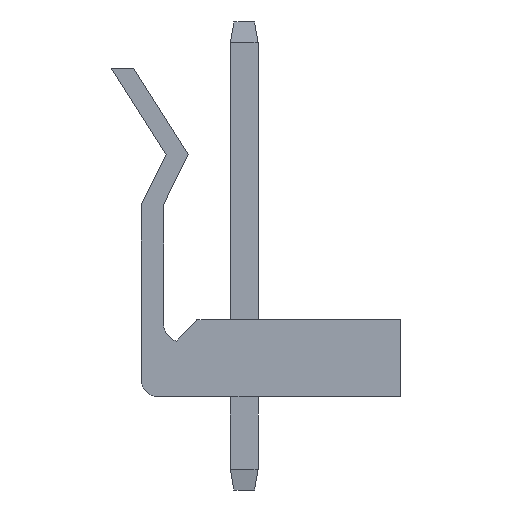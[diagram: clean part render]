
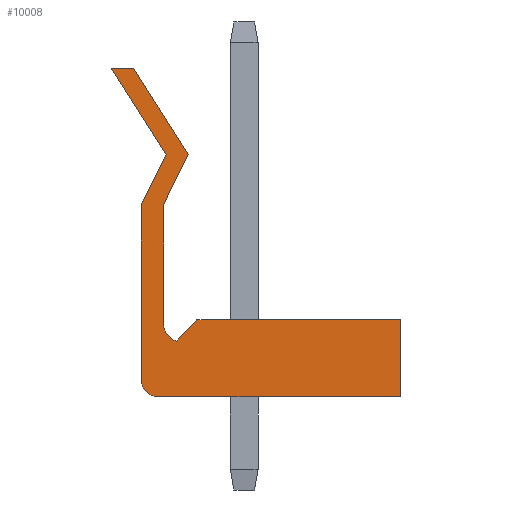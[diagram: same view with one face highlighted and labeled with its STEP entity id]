
A CAD part, left-side view. The second image highlights one B-rep face of the part: STEP entity #10008.
In plain terms, the highlighted planar face has unit normal (-1, 0, 0).
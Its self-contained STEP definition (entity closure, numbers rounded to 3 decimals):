
#352=CIRCLE('',#10477,0.635);
#353=CIRCLE('',#10478,0.635);
#707=ORIENTED_EDGE('',*,*,#2597,.T.);
#708=ORIENTED_EDGE('',*,*,#2598,.T.);
#709=ORIENTED_EDGE('',*,*,#2530,.T.);
#710=ORIENTED_EDGE('',*,*,#2599,.T.);
#711=ORIENTED_EDGE('',*,*,#2584,.T.);
#712=ORIENTED_EDGE('',*,*,#2600,.T.);
#713=ORIENTED_EDGE('',*,*,#2601,.T.);
#714=ORIENTED_EDGE('',*,*,#2602,.T.);
#715=ORIENTED_EDGE('',*,*,#2603,.T.);
#716=ORIENTED_EDGE('',*,*,#2604,.T.);
#717=ORIENTED_EDGE('',*,*,#2605,.T.);
#718=ORIENTED_EDGE('',*,*,#2606,.T.);
#719=ORIENTED_EDGE('',*,*,#2607,.T.);
#2530=EDGE_CURVE('',#3496,#3497,#4180,.T.);
#2584=EDGE_CURVE('',#3551,#3550,#4234,.T.);
#2597=EDGE_CURVE('',#3561,#3562,#4245,.T.);
#2598=EDGE_CURVE('',#3562,#3496,#352,.T.);
#2599=EDGE_CURVE('',#3497,#3551,#4246,.T.);
#2600=EDGE_CURVE('',#3550,#3563,#4247,.T.);
#2601=EDGE_CURVE('',#3563,#3564,#353,.F.);
#2602=EDGE_CURVE('',#3564,#3565,#4248,.T.);
#2603=EDGE_CURVE('',#3565,#3566,#4249,.T.);
#2604=EDGE_CURVE('',#3566,#3567,#4250,.T.);
#2605=EDGE_CURVE('',#3567,#3568,#4251,.T.);
#2606=EDGE_CURVE('',#3568,#3569,#4252,.T.);
#2607=EDGE_CURVE('',#3569,#3561,#4253,.T.);
#3496=VERTEX_POINT('',#12715);
#3497=VERTEX_POINT('',#12716);
#3550=VERTEX_POINT('',#12823);
#3551=VERTEX_POINT('',#12825);
#3561=VERTEX_POINT('',#12850);
#3562=VERTEX_POINT('',#12851);
#3563=VERTEX_POINT('',#12855);
#3564=VERTEX_POINT('',#12857);
#3565=VERTEX_POINT('',#12859);
#3566=VERTEX_POINT('',#12861);
#3567=VERTEX_POINT('',#12863);
#3568=VERTEX_POINT('',#12865);
#3569=VERTEX_POINT('',#12867);
#4180=LINE('',#12714,#4916);
#4234=LINE('',#12824,#4970);
#4245=LINE('',#12849,#4981);
#4246=LINE('',#12853,#4982);
#4247=LINE('',#12854,#4983);
#4248=LINE('',#12858,#4984);
#4249=LINE('',#12860,#4985);
#4250=LINE('',#12862,#4986);
#4251=LINE('',#12864,#4987);
#4252=LINE('',#12866,#4988);
#4253=LINE('',#12868,#4989);
#4916=VECTOR('',#11094,1000.);
#4970=VECTOR('',#11150,1000.);
#4981=VECTOR('',#11169,1000.);
#4982=VECTOR('',#11172,1000.);
#4983=VECTOR('',#11173,1000.);
#4984=VECTOR('',#11176,1000.);
#4985=VECTOR('',#11177,1000.);
#4986=VECTOR('',#11178,1000.);
#4987=VECTOR('',#11179,1000.);
#4988=VECTOR('',#11180,1000.);
#4989=VECTOR('',#11181,1000.);
#5574=EDGE_LOOP('',(#707,#708,#709,#710,#711,#712,#713,#714,#715,#716,#717,
#718,#719));
#6064=FACE_BOUND('',#5574,.T.);
#6521=PLANE('',#10476);
#10008=ADVANCED_FACE('',(#6064),#6521,.T.);
#10476=AXIS2_PLACEMENT_3D('',#12848,#11167,#11168);
#10477=AXIS2_PLACEMENT_3D('',#12852,#11170,#11171);
#10478=AXIS2_PLACEMENT_3D('',#12856,#11174,#11175);
#11094=DIRECTION('',(0.,-1.,0.));
#11150=DIRECTION('',(0.,1.,0.));
#11167=DIRECTION('',(-1.,0.,0.));
#11168=DIRECTION('',(0.,0.,1.));
#11169=DIRECTION('',(0.,0.,-1.));
#11170=DIRECTION('',(-1.,0.,0.));
#11171=DIRECTION('',(0.,0.,1.));
#11172=DIRECTION('',(0.,0.,1.));
#11173=DIRECTION('',(0.,0.693,-0.721));
#11174=DIRECTION('',(-1.,0.,0.));
#11175=DIRECTION('',(0.,0.,1.));
#11176=DIRECTION('',(0.,0.,1.));
#11177=DIRECTION('',(0.,-0.443,0.896));
#11178=DIRECTION('',(0.,0.536,0.844));
#11179=DIRECTION('',(0.,1.,0.));
#11180=DIRECTION('',(0.,-0.536,-0.844));
#11181=DIRECTION('',(0.,0.443,-0.896));
#12714=CARTESIAN_POINT('',(-21.578,-5.715,0.));
#12715=CARTESIAN_POINT('',(-21.578,3.124,0.));
#12716=CARTESIAN_POINT('',(-21.578,-5.715,0.));
#12823=CARTESIAN_POINT('',(-21.578,1.725,2.819));
#12824=CARTESIAN_POINT('',(-21.578,-5.715,2.819));
#12825=CARTESIAN_POINT('',(-21.578,-5.715,2.819));
#12848=CARTESIAN_POINT('',(-21.578,0.,0.));
#12849=CARTESIAN_POINT('',(-21.578,3.759,0.));
#12850=CARTESIAN_POINT('',(-21.578,3.759,7.01));
#12851=CARTESIAN_POINT('',(-21.578,3.759,0.635));
#12852=CARTESIAN_POINT('',(-21.578,3.124,0.635));
#12853=CARTESIAN_POINT('',(-21.578,-5.715,2.819));
#12854=CARTESIAN_POINT('',(-21.578,1.725,2.819));
#12855=CARTESIAN_POINT('',(-21.578,2.476,2.038));
#12856=CARTESIAN_POINT('',(-21.578,2.311,2.651));
#12857=CARTESIAN_POINT('',(-21.578,2.946,2.651));
#12858=CARTESIAN_POINT('',(-21.578,2.946,2.819));
#12859=CARTESIAN_POINT('',(-21.578,2.946,7.01));
#12860=CARTESIAN_POINT('',(-21.578,2.946,7.01));
#12861=CARTESIAN_POINT('',(-21.578,2.042,8.84));
#12862=CARTESIAN_POINT('',(-21.578,2.042,8.84));
#12863=CARTESIAN_POINT('',(-21.578,4.041,11.989));
#12864=CARTESIAN_POINT('',(-21.578,4.853,11.989));
#12865=CARTESIAN_POINT('',(-21.578,4.853,11.989));
#12866=CARTESIAN_POINT('',(-21.578,2.854,8.84));
#12867=CARTESIAN_POINT('',(-21.578,2.854,8.84));
#12868=CARTESIAN_POINT('',(-21.578,3.759,7.01));
